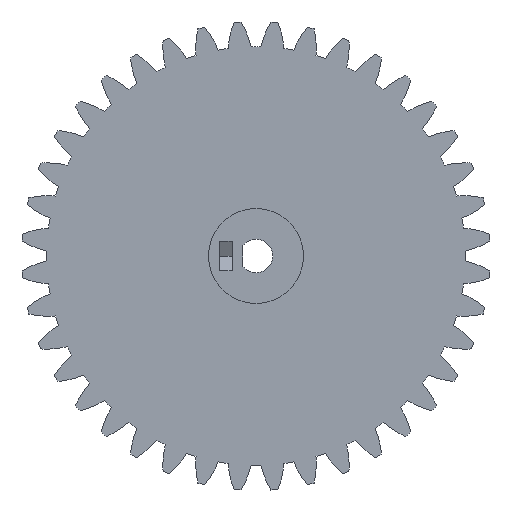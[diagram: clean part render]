
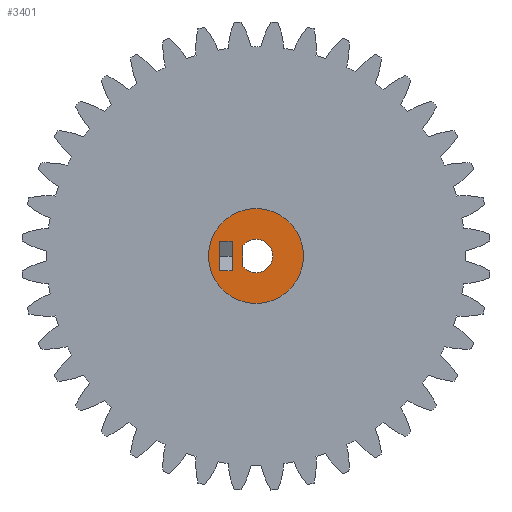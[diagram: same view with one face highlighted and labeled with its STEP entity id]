
A CAD part, left-side view. The second image highlights one B-rep face of the part: STEP entity #3401.
In plain terms, the highlighted planar face has unit normal (-1, 0, 0).
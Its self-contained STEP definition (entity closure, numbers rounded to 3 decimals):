
#115 = EDGE_CURVE ( 'NONE', #3477, #1660, #5864, .T. ) ;
#119 = EDGE_LOOP ( 'NONE', ( #3702, #5288 ) ) ;
#123 = ORIENTED_EDGE ( 'NONE', *, *, #2231, .F. ) ;
#370 = CARTESIAN_POINT ( 'NONE',  ( -8., 0., -3. ) ) ;
#576 = ORIENTED_EDGE ( 'NONE', *, *, #115, .F. ) ;
#615 = VERTEX_POINT ( 'NONE', #1921 ) ;
#639 = CARTESIAN_POINT ( 'NONE',  ( -8., 2.4, 1.8 ) ) ;
#858 = CIRCLE ( 'NONE', #1385, 3. ) ;
#924 = DIRECTION ( 'NONE',  ( -1., 0., 0. ) ) ;
#999 = CARTESIAN_POINT ( 'NONE',  ( -8., 4.376, -2.65 ) ) ;
#1010 = DIRECTION ( 'NONE',  ( -1., 0., 0. ) ) ;
#1027 = VERTEX_POINT ( 'NONE', #2087 ) ;
#1241 = ORIENTED_EDGE ( 'NONE', *, *, #5787, .T. ) ;
#1290 = EDGE_CURVE ( 'NONE', #1626, #1660, #3017, .T. ) ;
#1358 = CIRCLE ( 'NONE', #6561, 3. ) ;
#1385 = AXIS2_PLACEMENT_3D ( 'NONE', #1709, #4653, #4138 ) ;
#1472 = CARTESIAN_POINT ( 'NONE',  ( -8., 0., 0. ) ) ;
#1626 = VERTEX_POINT ( 'NONE', #1778 ) ;
#1660 = VERTEX_POINT ( 'NONE', #6013 ) ;
#1709 = CARTESIAN_POINT ( 'NONE',  ( -8., 0., 0. ) ) ;
#1778 = CARTESIAN_POINT ( 'NONE',  ( -8., 4.25, -2.65 ) ) ;
#1795 = DIRECTION ( 'NONE',  ( 0., 0., -1. ) ) ;
#1814 = LINE ( 'NONE', #3872, #4720 ) ;
#1888 = CIRCLE ( 'NONE', #5678, 3. ) ;
#1921 = CARTESIAN_POINT ( 'NONE',  ( -8., 0., -8.5 ) ) ;
#1943 = EDGE_LOOP ( 'NONE', ( #4123, #1241, #3049, #5922 ) ) ;
#1977 = EDGE_CURVE ( 'NONE', #1027, #2690, #1358, .T. ) ;
#2025 = VECTOR ( 'NONE', #5987, 1000. ) ;
#2087 = CARTESIAN_POINT ( 'NONE',  ( -8., 2.4, -1.8 ) ) ;
#2196 = EDGE_LOOP ( 'NONE', ( #5574, #2340, #576, #123 ) ) ;
#2231 = EDGE_CURVE ( 'NONE', #4039, #3477, #1814, .T. ) ;
#2340 = ORIENTED_EDGE ( 'NONE', *, *, #1290, .T. ) ;
#2407 = FACE_BOUND ( 'NONE', #1943, .T. ) ;
#2499 = AXIS2_PLACEMENT_3D ( 'NONE', #6548, #924, #2849 ) ;
#2561 = VECTOR ( 'NONE', #5543, 1000. ) ;
#2625 = DIRECTION ( 'NONE',  ( 0., 0., -1. ) ) ;
#2690 = VERTEX_POINT ( 'NONE', #370 ) ;
#2773 = DIRECTION ( 'NONE',  ( 0., 0., 1. ) ) ;
#2774 = DIRECTION ( 'NONE',  ( 0., 0., 1. ) ) ;
#2849 = DIRECTION ( 'NONE',  ( 0., 0., 1. ) ) ;
#3017 = LINE ( 'NONE', #999, #2561 ) ;
#3049 = ORIENTED_EDGE ( 'NONE', *, *, #4433, .F. ) ;
#3062 = CIRCLE ( 'NONE', #5455, 8.5 ) ;
#3270 = CARTESIAN_POINT ( 'NONE',  ( -8., 6.55, -19.297 ) ) ;
#3313 = VECTOR ( 'NONE', #2625, 1000. ) ;
#3401 = ADVANCED_FACE ( 'NONE', ( #3481, #2407, #5565 ), #4467, .T. ) ;
#3477 = VERTEX_POINT ( 'NONE', #4306 ) ;
#3481 = FACE_OUTER_BOUND ( 'NONE', #119, .T. ) ;
#3702 = ORIENTED_EDGE ( 'NONE', *, *, #4386, .T. ) ;
#3822 = EDGE_CURVE ( 'NONE', #6348, #615, #4563, .T. ) ;
#3869 = CARTESIAN_POINT ( 'NONE',  ( -8., 0., 0. ) ) ;
#3872 = CARTESIAN_POINT ( 'NONE',  ( -8., 4.376, 2.65 ) ) ;
#3876 = CARTESIAN_POINT ( 'NONE',  ( -8., 2.4, -19.297 ) ) ;
#3910 = LINE ( 'NONE', #3876, #2025 ) ;
#4039 = VERTEX_POINT ( 'NONE', #5233 ) ;
#4123 = ORIENTED_EDGE ( 'NONE', *, *, #1977, .F. ) ;
#4138 = DIRECTION ( 'NONE',  ( 0., 0., 1. ) ) ;
#4194 = VERTEX_POINT ( 'NONE', #4357 ) ;
#4218 = VECTOR ( 'NONE', #1795, 1000. ) ;
#4306 = CARTESIAN_POINT ( 'NONE',  ( -8., 6.55, 2.65 ) ) ;
#4357 = CARTESIAN_POINT ( 'NONE',  ( -8., 0., 3. ) ) ;
#4386 = EDGE_CURVE ( 'NONE', #615, #6348, #3062, .T. ) ;
#4433 = EDGE_CURVE ( 'NONE', #4194, #4961, #1888, .T. ) ;
#4467 = PLANE ( 'NONE',  #2499 ) ;
#4546 = DIRECTION ( 'NONE',  ( 0., 0., 1. ) ) ;
#4563 = CIRCLE ( 'NONE', #5447, 8.5 ) ;
#4653 = DIRECTION ( 'NONE',  ( -1., 0., 0. ) ) ;
#4720 = VECTOR ( 'NONE', #5947, 1000. ) ;
#4815 = CARTESIAN_POINT ( 'NONE',  ( -8., 0., 8.5 ) ) ;
#4961 = VERTEX_POINT ( 'NONE', #639 ) ;
#5068 = CARTESIAN_POINT ( 'NONE',  ( -8., 0., 0. ) ) ;
#5159 = CARTESIAN_POINT ( 'NONE',  ( -8., 0., 0. ) ) ;
#5203 = CARTESIAN_POINT ( 'NONE',  ( -8., 4.25, -19.297 ) ) ;
#5233 = CARTESIAN_POINT ( 'NONE',  ( -8., 4.25, 2.65 ) ) ;
#5234 = LINE ( 'NONE', #5203, #3313 ) ;
#5288 = ORIENTED_EDGE ( 'NONE', *, *, #3822, .T. ) ;
#5349 = EDGE_CURVE ( 'NONE', #4039, #1626, #5234, .T. ) ;
#5355 = DIRECTION ( 'NONE',  ( -1., 0., 0. ) ) ;
#5447 = AXIS2_PLACEMENT_3D ( 'NONE', #1472, #1010, #6601 ) ;
#5455 = AXIS2_PLACEMENT_3D ( 'NONE', #5068, #6113, #4546 ) ;
#5543 = DIRECTION ( 'NONE',  ( 0., 1., 0. ) ) ;
#5565 = FACE_BOUND ( 'NONE', #2196, .T. ) ;
#5574 = ORIENTED_EDGE ( 'NONE', *, *, #5349, .T. ) ;
#5678 = AXIS2_PLACEMENT_3D ( 'NONE', #5159, #5355, #2773 ) ;
#5752 = EDGE_CURVE ( 'NONE', #2690, #4194, #858, .T. ) ;
#5787 = EDGE_CURVE ( 'NONE', #1027, #4961, #3910, .T. ) ;
#5864 = LINE ( 'NONE', #3270, #4218 ) ;
#5922 = ORIENTED_EDGE ( 'NONE', *, *, #5752, .F. ) ;
#5947 = DIRECTION ( 'NONE',  ( 0., 1., 0. ) ) ;
#5987 = DIRECTION ( 'NONE',  ( 0., 0., 1. ) ) ;
#6013 = CARTESIAN_POINT ( 'NONE',  ( -8., 6.55, -2.65 ) ) ;
#6113 = DIRECTION ( 'NONE',  ( -1., 0., 0. ) ) ;
#6348 = VERTEX_POINT ( 'NONE', #4815 ) ;
#6496 = DIRECTION ( 'NONE',  ( -1., 0., 0. ) ) ;
#6548 = CARTESIAN_POINT ( 'NONE',  ( -8., 0., 0. ) ) ;
#6561 = AXIS2_PLACEMENT_3D ( 'NONE', #3869, #6496, #2774 ) ;
#6601 = DIRECTION ( 'NONE',  ( 0., 0., 1. ) ) ;
